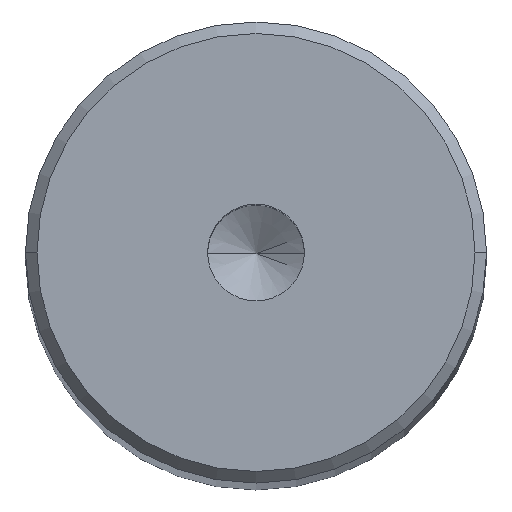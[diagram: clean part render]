
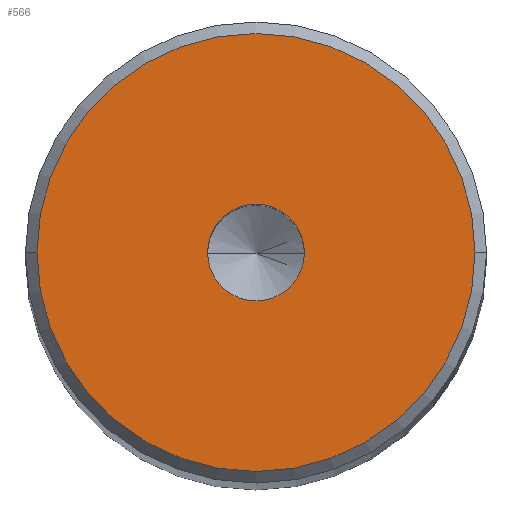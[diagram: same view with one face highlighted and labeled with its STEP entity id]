
A CAD part, top view. The second image highlights one B-rep face of the part: STEP entity #566.
In plain terms, the highlighted planar face has unit normal (0, 0, 1).
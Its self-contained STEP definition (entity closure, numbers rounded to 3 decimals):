
#9 = EDGE_LOOP ( 'NONE', ( #374, #303 ) ) ;
#11 = FACE_OUTER_BOUND ( 'NONE', #9, .T. ) ;
#16 = CARTESIAN_POINT ( 'NONE',  ( 0., 0., 0. ) ) ;
#26 = PLANE ( 'NONE',  #141 ) ;
#33 = DIRECTION ( 'NONE',  ( 0., 0., 1. ) ) ;
#34 = DIRECTION ( 'NONE',  ( 0., 0., 1. ) ) ;
#50 = EDGE_CURVE ( 'NONE', #304, #307, #266, .T. ) ;
#100 = CARTESIAN_POINT ( 'NONE',  ( -9.5, 0., 0. ) ) ;
#114 = CARTESIAN_POINT ( 'NONE',  ( 0., 0., 0. ) ) ;
#119 = EDGE_CURVE ( 'NONE', #124, #238, #340, .T. ) ;
#124 = VERTEX_POINT ( 'NONE', #100 ) ;
#141 = AXIS2_PLACEMENT_3D ( 'NONE', #308, #525, #279 ) ;
#149 = AXIS2_PLACEMENT_3D ( 'NONE', #328, #344, #188 ) ;
#185 = ORIENTED_EDGE ( 'NONE', *, *, #412, .F. ) ;
#188 = DIRECTION ( 'NONE',  ( 1., 0., 0. ) ) ;
#202 = CARTESIAN_POINT ( 'NONE',  ( -2.1, 0., 0. ) ) ;
#233 = DIRECTION ( 'NONE',  ( 1., 0., 0. ) ) ;
#238 = VERTEX_POINT ( 'NONE', #429 ) ;
#266 = CIRCLE ( 'NONE', #550, 2.1 ) ;
#279 = DIRECTION ( 'NONE',  ( 1., 0., 0. ) ) ;
#293 = ORIENTED_EDGE ( 'NONE', *, *, #50, .F. ) ;
#303 = ORIENTED_EDGE ( 'NONE', *, *, #393, .T. ) ;
#304 = VERTEX_POINT ( 'NONE', #202 ) ;
#307 = VERTEX_POINT ( 'NONE', #529 ) ;
#308 = CARTESIAN_POINT ( 'NONE',  ( 0., 0., 0. ) ) ;
#328 = CARTESIAN_POINT ( 'NONE',  ( 0., 0., 0. ) ) ;
#340 = CIRCLE ( 'NONE', #149, 9.5 ) ;
#344 = DIRECTION ( 'NONE',  ( 0., 0., 1. ) ) ;
#363 = DIRECTION ( 'NONE',  ( 1., 0., 0. ) ) ;
#374 = ORIENTED_EDGE ( 'NONE', *, *, #119, .T. ) ;
#379 = AXIS2_PLACEMENT_3D ( 'NONE', #114, #401, #439 ) ;
#390 = CARTESIAN_POINT ( 'NONE',  ( 0., 0., 0. ) ) ;
#393 = EDGE_CURVE ( 'NONE', #238, #124, #508, .T. ) ;
#394 = EDGE_LOOP ( 'NONE', ( #185, #293 ) ) ;
#401 = DIRECTION ( 'NONE',  ( 0., 0., 1. ) ) ;
#412 = EDGE_CURVE ( 'NONE', #307, #304, #518, .T. ) ;
#429 = CARTESIAN_POINT ( 'NONE',  ( 9.5, 0., 0. ) ) ;
#439 = DIRECTION ( 'NONE',  ( 1., 0., 0. ) ) ;
#489 = FACE_BOUND ( 'NONE', #394, .T. ) ;
#508 = CIRCLE ( 'NONE', #379, 9.5 ) ;
#518 = CIRCLE ( 'NONE', #559, 2.1 ) ;
#525 = DIRECTION ( 'NONE',  ( 0., 0., 1. ) ) ;
#529 = CARTESIAN_POINT ( 'NONE',  ( 2.1, 0., 0. ) ) ;
#550 = AXIS2_PLACEMENT_3D ( 'NONE', #390, #34, #233 ) ;
#559 = AXIS2_PLACEMENT_3D ( 'NONE', #16, #33, #363 ) ;
#566 = ADVANCED_FACE ( 'NONE', ( #489, #11 ), #26, .T. ) ;
